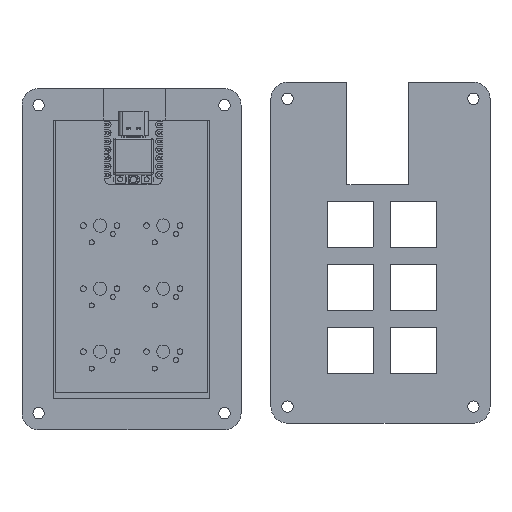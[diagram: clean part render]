
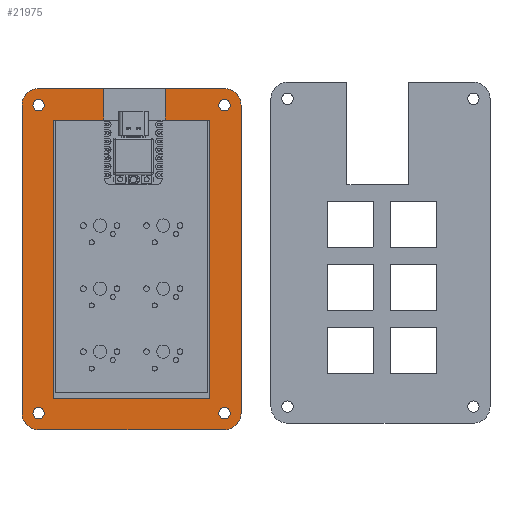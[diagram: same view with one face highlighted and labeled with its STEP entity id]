
A CAD part, top view. The second image highlights one B-rep face of the part: STEP entity #21975.
In plain terms, the highlighted planar face has unit normal (0, 0, 1).
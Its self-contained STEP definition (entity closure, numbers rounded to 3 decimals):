
#993=FACE_BOUND('',#3171,.T.);
#994=FACE_BOUND('',#3172,.T.);
#995=FACE_BOUND('',#3173,.T.);
#996=FACE_BOUND('',#3174,.T.);
#1175=PLANE('',#23375);
#1924=FACE_OUTER_BOUND('',#3170,.T.);
#3170=EDGE_LOOP('',(#15180,#15181,#15182,#15183,#15184,#15185,#15186,#15187,
#15188,#15189,#15190,#15191,#15192,#15193,#15194,#15195));
#3171=EDGE_LOOP('',(#15196));
#3172=EDGE_LOOP('',(#15197));
#3173=EDGE_LOOP('',(#15198));
#3174=EDGE_LOOP('',(#15199));
#4597=LINE('',#30518,#6906);
#4600=LINE('',#30524,#6909);
#4601=LINE('',#30526,#6910);
#4602=LINE('',#30528,#6911);
#4603=LINE('',#30530,#6912);
#4604=LINE('',#30532,#6913);
#4605=LINE('',#30534,#6914);
#4606=LINE('',#30536,#6915);
#4607=LINE('',#30538,#6916);
#4608=LINE('',#30540,#6917);
#4609=LINE('',#30544,#6918);
#4610=LINE('',#30548,#6919);
#6906=VECTOR('',#24992,10.);
#6909=VECTOR('',#24997,10.);
#6910=VECTOR('',#24998,10.);
#6911=VECTOR('',#24999,10.);
#6912=VECTOR('',#25000,10.);
#6913=VECTOR('',#25001,10.);
#6914=VECTOR('',#25002,10.);
#6915=VECTOR('',#25003,10.);
#6916=VECTOR('',#25004,10.);
#6917=VECTOR('',#25005,10.);
#6918=VECTOR('',#25008,10.);
#6919=VECTOR('',#25011,10.);
#9213=CIRCLE('',#23372,5.);
#9215=CIRCLE('',#23376,5.);
#9216=CIRCLE('',#23377,5.);
#9217=CIRCLE('',#23378,5.);
#9218=CIRCLE('',#23379,1.7);
#9219=CIRCLE('',#23380,1.7);
#9220=CIRCLE('',#23381,1.7);
#9221=CIRCLE('',#23382,1.7);
#9757=VERTEX_POINT('',#30508);
#9758=VERTEX_POINT('',#30509);
#9761=VERTEX_POINT('',#30517);
#9763=VERTEX_POINT('',#30523);
#9764=VERTEX_POINT('',#30525);
#9765=VERTEX_POINT('',#30527);
#9766=VERTEX_POINT('',#30529);
#9767=VERTEX_POINT('',#30531);
#9768=VERTEX_POINT('',#30533);
#9769=VERTEX_POINT('',#30535);
#9770=VERTEX_POINT('',#30537);
#9771=VERTEX_POINT('',#30539);
#9772=VERTEX_POINT('',#30541);
#9773=VERTEX_POINT('',#30543);
#9774=VERTEX_POINT('',#30545);
#9775=VERTEX_POINT('',#30547);
#9776=VERTEX_POINT('',#30550);
#9777=VERTEX_POINT('',#30552);
#9778=VERTEX_POINT('',#30554);
#9779=VERTEX_POINT('',#30556);
#11903=EDGE_CURVE('',#9757,#9758,#9213,.T.);
#11907=EDGE_CURVE('',#9761,#9758,#4597,.T.);
#11910=EDGE_CURVE('',#9757,#9763,#4600,.T.);
#11911=EDGE_CURVE('',#9763,#9764,#4601,.T.);
#11912=EDGE_CURVE('',#9764,#9765,#4602,.T.);
#11913=EDGE_CURVE('',#9765,#9766,#4603,.T.);
#11914=EDGE_CURVE('',#9766,#9767,#4604,.T.);
#11915=EDGE_CURVE('',#9767,#9768,#4605,.T.);
#11916=EDGE_CURVE('',#9768,#9769,#4606,.T.);
#11917=EDGE_CURVE('',#9769,#9770,#4607,.T.);
#11918=EDGE_CURVE('',#9770,#9771,#4608,.T.);
#11919=EDGE_CURVE('',#9772,#9771,#9215,.T.);
#11920=EDGE_CURVE('',#9772,#9773,#4609,.T.);
#11921=EDGE_CURVE('',#9774,#9773,#9216,.T.);
#11922=EDGE_CURVE('',#9774,#9775,#4610,.T.);
#11923=EDGE_CURVE('',#9761,#9775,#9217,.T.);
#11924=EDGE_CURVE('',#9776,#9776,#9218,.T.);
#11925=EDGE_CURVE('',#9777,#9777,#9219,.T.);
#11926=EDGE_CURVE('',#9778,#9778,#9220,.T.);
#11927=EDGE_CURVE('',#9779,#9779,#9221,.T.);
#15180=ORIENTED_EDGE('',*,*,#11903,.F.);
#15181=ORIENTED_EDGE('',*,*,#11910,.T.);
#15182=ORIENTED_EDGE('',*,*,#11911,.T.);
#15183=ORIENTED_EDGE('',*,*,#11912,.T.);
#15184=ORIENTED_EDGE('',*,*,#11913,.T.);
#15185=ORIENTED_EDGE('',*,*,#11914,.T.);
#15186=ORIENTED_EDGE('',*,*,#11915,.T.);
#15187=ORIENTED_EDGE('',*,*,#11916,.T.);
#15188=ORIENTED_EDGE('',*,*,#11917,.T.);
#15189=ORIENTED_EDGE('',*,*,#11918,.T.);
#15190=ORIENTED_EDGE('',*,*,#11919,.F.);
#15191=ORIENTED_EDGE('',*,*,#11920,.T.);
#15192=ORIENTED_EDGE('',*,*,#11921,.F.);
#15193=ORIENTED_EDGE('',*,*,#11922,.T.);
#15194=ORIENTED_EDGE('',*,*,#11923,.F.);
#15195=ORIENTED_EDGE('',*,*,#11907,.T.);
#15196=ORIENTED_EDGE('',*,*,#11924,.T.);
#15197=ORIENTED_EDGE('',*,*,#11925,.T.);
#15198=ORIENTED_EDGE('',*,*,#11926,.T.);
#15199=ORIENTED_EDGE('',*,*,#11927,.T.);
#21975=ADVANCED_FACE('',(#1924,#993,#994,#995,#996),#1175,.T.);
#23372=AXIS2_PLACEMENT_3D('',#30510,#24984,#24985);
#23375=AXIS2_PLACEMENT_3D('',#30522,#24995,#24996);
#23376=AXIS2_PLACEMENT_3D('',#30542,#25006,#25007);
#23377=AXIS2_PLACEMENT_3D('',#30546,#25009,#25010);
#23378=AXIS2_PLACEMENT_3D('',#30549,#25012,#25013);
#23379=AXIS2_PLACEMENT_3D('',#30551,#25014,#25015);
#23380=AXIS2_PLACEMENT_3D('',#30553,#25016,#25017);
#23381=AXIS2_PLACEMENT_3D('',#30555,#25018,#25019);
#23382=AXIS2_PLACEMENT_3D('',#30557,#25020,#25021);
#24984=DIRECTION('center_axis',(0.,0.,-1.));
#24985=DIRECTION('ref_axis',(0.707,0.707,0.));
#24992=DIRECTION('',(0.,1.,0.));
#24995=DIRECTION('center_axis',(0.,0.,1.));
#24996=DIRECTION('ref_axis',(1.,0.,0.));
#24997=DIRECTION('',(-1.,0.,0.));
#24998=DIRECTION('',(0.,-1.,0.));
#24999=DIRECTION('',(1.,0.,0.));
#25000=DIRECTION('',(0.,-1.,0.));
#25001=DIRECTION('',(-1.,0.,0.));
#25002=DIRECTION('',(0.,1.,0.));
#25003=DIRECTION('',(1.,0.,0.));
#25004=DIRECTION('',(0.,1.,0.));
#25005=DIRECTION('',(-1.,0.,0.));
#25006=DIRECTION('center_axis',(0.,0.,-1.));
#25007=DIRECTION('ref_axis',(-0.707,0.707,0.));
#25008=DIRECTION('',(0.,-1.,0.));
#25009=DIRECTION('center_axis',(0.,0.,-1.));
#25010=DIRECTION('ref_axis',(-0.707,-0.707,0.));
#25011=DIRECTION('',(1.,0.,0.));
#25012=DIRECTION('center_axis',(0.,0.,-1.));
#25013=DIRECTION('ref_axis',(0.707,-0.707,0.));
#25014=DIRECTION('center_axis',(0.,0.,-1.));
#25015=DIRECTION('ref_axis',(1.,0.,0.));
#25016=DIRECTION('center_axis',(0.,0.,-1.));
#25017=DIRECTION('ref_axis',(1.,0.,0.));
#25018=DIRECTION('center_axis',(0.,0.,-1.));
#25019=DIRECTION('ref_axis',(1.,0.,0.));
#25020=DIRECTION('center_axis',(0.,0.,-1.));
#25021=DIRECTION('ref_axis',(1.,0.,0.));
#30508=CARTESIAN_POINT('',(8.535,46.472,13.));
#30509=CARTESIAN_POINT('',(13.535,41.472,13.));
#30510=CARTESIAN_POINT('Origin',(8.535,41.472,13.));
#30517=CARTESIAN_POINT('',(13.535,-51.598,13.));
#30518=CARTESIAN_POINT('',(13.535,46.472,13.));
#30522=CARTESIAN_POINT('Origin',(-47.645,41.472,13.));
#30523=CARTESIAN_POINT('',(-9.435,46.472,13.));
#30524=CARTESIAN_POINT('',(-52.645,46.472,13.));
#30525=CARTESIAN_POINT('',(-9.435,36.972,13.));
#30526=CARTESIAN_POINT('',(-9.435,43.972,13.));
#30527=CARTESIAN_POINT('',(4.035,36.972,13.));
#30528=CARTESIAN_POINT('',(-43.145,36.972,13.));
#30529=CARTESIAN_POINT('',(4.035,-47.098,13.));
#30530=CARTESIAN_POINT('',(4.035,36.972,13.));
#30531=CARTESIAN_POINT('',(-43.145,-47.098,13.));
#30532=CARTESIAN_POINT('',(4.035,-47.098,13.));
#30533=CARTESIAN_POINT('',(-43.145,36.972,13.));
#30534=CARTESIAN_POINT('',(-43.145,-47.098,13.));
#30535=CARTESIAN_POINT('',(-27.935,36.972,13.));
#30536=CARTESIAN_POINT('',(-43.145,36.972,13.));
#30537=CARTESIAN_POINT('',(-27.935,46.472,13.));
#30538=CARTESIAN_POINT('',(-27.935,39.222,13.));
#30539=CARTESIAN_POINT('',(-47.645,46.472,13.));
#30540=CARTESIAN_POINT('',(-52.645,46.472,13.));
#30541=CARTESIAN_POINT('',(-52.645,41.472,13.));
#30542=CARTESIAN_POINT('Origin',(-47.645,41.472,13.));
#30543=CARTESIAN_POINT('',(-52.645,-51.598,13.));
#30544=CARTESIAN_POINT('',(-52.645,-56.598,13.));
#30545=CARTESIAN_POINT('',(-47.645,-56.598,13.));
#30546=CARTESIAN_POINT('Origin',(-47.645,-51.598,13.));
#30547=CARTESIAN_POINT('',(8.535,-56.598,13.));
#30548=CARTESIAN_POINT('',(13.535,-56.598,13.));
#30549=CARTESIAN_POINT('Origin',(8.535,-51.598,13.));
#30550=CARTESIAN_POINT('',(-49.345,41.472,13.));
#30551=CARTESIAN_POINT('Origin',(-47.645,41.472,13.));
#30552=CARTESIAN_POINT('',(6.835,-51.598,13.));
#30553=CARTESIAN_POINT('Origin',(8.535,-51.598,13.));
#30554=CARTESIAN_POINT('',(-49.345,-51.598,13.));
#30555=CARTESIAN_POINT('Origin',(-47.645,-51.598,13.));
#30556=CARTESIAN_POINT('',(6.835,41.472,13.));
#30557=CARTESIAN_POINT('Origin',(8.535,41.472,13.));
